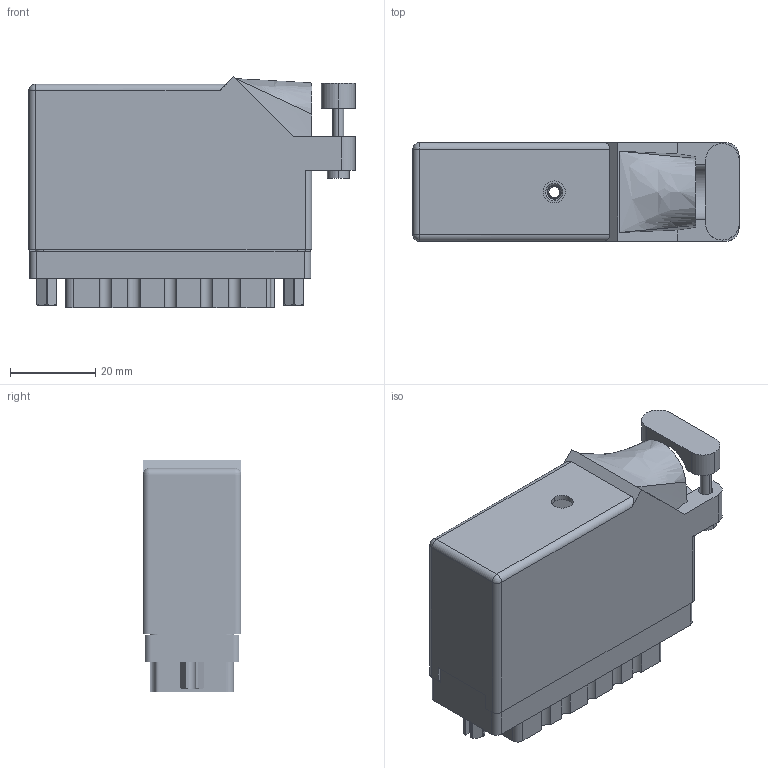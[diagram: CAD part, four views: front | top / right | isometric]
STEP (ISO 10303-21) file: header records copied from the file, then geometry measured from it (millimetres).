
FILE_DESCRIPTION (( 'STEP AP203' ), '1' );
FILE_NAME ('516-056-501-622.STEP', '2020-09-08T17:13:11', ( '' ), ( '' ), 'SwSTEP 2.0', 'SolidWorks 2020', '' );
FILE_SCHEMA (( 'CONFIG_CONTROL_DESIGN' ));
Length unit declared in the file: inch
Products named in the file (8): 516-230-001_Plastic - 056 Side Entry; 516-252-021-102_056; 516-056-501-622; 516-221-038-102_057; 516-221-038-102_056; 516-292-001_501 Contact; 516 Part Receptacle_056; 516-252-035-100_516-252-035-100
Assembly tree (63 placements, depth 2):
  516-056-501-622
    516 Part Receptacle_056
    516-292-001_501 Contact  x56
    516-230-001_Plastic - 056 Side Entry
    516-252-021-102_056  x2
    516-221-038-102_056
    516-252-035-100_516-252-035-100
    516-221-038-102_057
Bounding box: 76.5 x 23.11 x 54.15 mm (x, y, z)
Volume: 29373.4 mm3; surface area: 48657.4 mm2
Topology: 63 solids, 63 shells, 5589 faces, 16168 edges, 10724 vertices
Faces by surface type: plane 3284, cylinder 1886, bspline 373, cone 44, sphere 2
Entity records: 62194 total; most frequent: CARTESIAN_POINT 16744, ORIENTED_EDGE 9264, DIRECTION 8831, EDGE_CURVE 4632, VECTOR 3183, LINE 3183, VERTEX_POINT 3074, AXIS2_PLACEMENT_3D 2824
